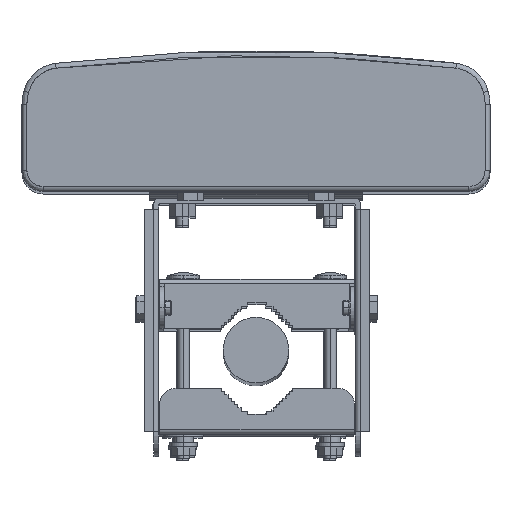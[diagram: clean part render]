
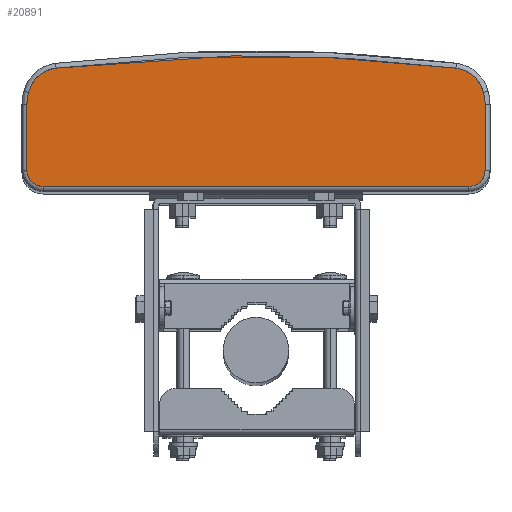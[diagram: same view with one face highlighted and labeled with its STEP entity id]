
A CAD part, top view. The second image highlights one B-rep face of the part: STEP entity #20891.
In plain terms, the highlighted planar face has unit normal (0, 0, 1).
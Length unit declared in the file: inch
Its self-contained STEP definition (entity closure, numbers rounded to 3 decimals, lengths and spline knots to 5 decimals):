
#952 = CARTESIAN_POINT ( 'NONE',  ( 5.13865, 1.23395, 35.5315 ) ) ;
#2437 = CARTESIAN_POINT ( 'NONE',  ( 4.8092, 1.27517, 35.5315 ) ) ;
#2482 = DIRECTION ( 'NONE',  ( 0., 0., -1. ) ) ;
#2658 = VERTEX_POINT ( 'NONE', #26473 ) ;
#3114 = CARTESIAN_POINT ( 'NONE',  ( 5.51181, -1.1811, 35.5315 ) ) ;
#3180 = CARTESIAN_POINT ( 'NONE',  ( -5.51181, 0.3937, 35.5315 ) ) ;
#3305 = CARTESIAN_POINT ( 'NONE',  ( -5.51181, -1.1811, 35.5315 ) ) ;
#4083 = CARTESIAN_POINT ( 'NONE',  ( 5.11811, -1.5748, 35.5315 ) ) ;
#4241 = CARTESIAN_POINT ( 'NONE',  ( 5.51181, -1.1811, 35.5315 ) ) ;
#4421 = CARTESIAN_POINT ( 'NONE',  ( -5.49879, 0.59596, 35.5315 ) ) ;
#4557 = LINE ( 'NONE', #6918, #5068 ) ;
#5068 = VECTOR ( 'NONE', #34419, 39.37008 ) ;
#5585 = CARTESIAN_POINT ( 'NONE',  ( -1.61137, 1.6752, 35.5315 ) ) ;
#6032 = CARTESIAN_POINT ( 'NONE',  ( -5.51181, -1.41173, 35.5315 ) ) ;
#6418 = ORIENTED_EDGE ( 'NONE', *, *, #32505, .F. ) ;
#6918 = CARTESIAN_POINT ( 'NONE',  ( -5.11811, -1.5748, 35.5315 ) ) ;
#6990 = ORIENTED_EDGE ( 'NONE', *, *, #11355, .F. ) ;
#7122 = VERTEX_POINT ( 'NONE', #14053 ) ;
#7345 = VERTEX_POINT ( 'NONE', #12268 ) ;
#8043 = EDGE_CURVE ( 'NONE', #7345, #26833, #28692, .T. ) ;
#9243 = EDGE_CURVE ( 'NONE', #17888, #2658, #30201, .T. ) ;
#9731 = CARTESIAN_POINT ( 'NONE',  ( -5.51181, 0.3937, 35.5315 ) ) ;
#9928 = AXIS2_PLACEMENT_3D ( 'NONE', #35690, #2482, #11918 ) ;
#10997 = EDGE_CURVE ( 'NONE', #18444, #13032, #19417, .T. ) ;
#11003 = ORIENTED_EDGE ( 'NONE', *, *, #37044, .F. ) ;
#11355 = EDGE_CURVE ( 'NONE', #2658, #23989, #4557, .T. ) ;
#11918 = DIRECTION ( 'NONE',  ( -1., 0., 0. ) ) ;
#12268 = CARTESIAN_POINT ( 'NONE',  ( 5.47295, 0.69416, 35.5315 ) ) ;
#12703 = VERTEX_POINT ( 'NONE', #32251 ) ;
#13032 = VERTEX_POINT ( 'NONE', #19637 ) ;
#13258 = CARTESIAN_POINT ( 'NONE',  ( -5.51181, 0.3937, 35.5315 ) ) ;
#13344 = CARTESIAN_POINT ( 'NONE',  ( 5.49879, 0.59596, 35.5315 ) ) ;
#14053 = CARTESIAN_POINT ( 'NONE',  ( 4.8092, 1.27517, 35.5315 ) ) ;
#14152 =( BOUNDED_CURVE ( )  B_SPLINE_CURVE ( 3, ( #19776, #952, #34148, #36921 ),
 .UNSPECIFIED., .F., .F. ) 
 B_SPLINE_CURVE_WITH_KNOTS ( ( 4, 4 ),
 ( 0., 1. ),
 .UNSPECIFIED. ) 
 CURVE ( )  GEOMETRIC_REPRESENTATION_ITEM ( )  RATIONAL_B_SPLINE_CURVE ( ( 1., 0.886, 0.886, 1. ) ) 
 REPRESENTATION_ITEM ( '' )  );
#14473 = VECTOR ( 'NONE', #21872, 39.37008 ) ;
#15099 = CARTESIAN_POINT ( 'NONE',  ( 5.51181, -1.41173, 35.5315 ) ) ;
#15315 = CARTESIAN_POINT ( 'NONE',  ( -4.8092, 1.27517, 35.5315 ) ) ;
#15457 = EDGE_LOOP ( 'NONE', ( #11003, #23953, #35129, #32938, #6990, #32563, #20240, #16188, #17671, #6418 ) ) ;
#15945 = CARTESIAN_POINT ( 'NONE',  ( -5.38849, 1.01527, 35.5315 ) ) ;
#16124 = CARTESIAN_POINT ( 'NONE',  ( -5.47295, 0.69416, 35.5315 ) ) ;
#16188 = ORIENTED_EDGE ( 'NONE', *, *, #8043, .F. ) ;
#16211 = LINE ( 'NONE', #4241, #30183 ) ;
#17671 = ORIENTED_EDGE ( 'NONE', *, *, #17904, .F. ) ;
#17888 = VERTEX_POINT ( 'NONE', #31375 ) ;
#17904 = EDGE_CURVE ( 'NONE', #7122, #7345, #14152, .T. ) ;
#18444 = VERTEX_POINT ( 'NONE', #3180 ) ;
#19405 = CARTESIAN_POINT ( 'NONE',  ( -5.11811, -1.5748, 35.5315 ) ) ;
#19417 =( BOUNDED_CURVE ( )  B_SPLINE_CURVE ( 3, ( #13258, #25248, #4421, #37195 ),
 .UNSPECIFIED., .F., .T. ) 
 B_SPLINE_CURVE_WITH_KNOTS ( ( 4, 4 ),
 ( 0., 1. ),
 .UNSPECIFIED. ) 
 CURVE ( )  GEOMETRIC_REPRESENTATION_ITEM ( )  RATIONAL_B_SPLINE_CURVE ( ( 1., 0.994, 0.994, 1. ) ) 
 REPRESENTATION_ITEM ( '' )  );
#19637 = CARTESIAN_POINT ( 'NONE',  ( -5.47295, 0.69416, 35.5315 ) ) ;
#19776 = CARTESIAN_POINT ( 'NONE',  ( 4.8092, 1.27517, 35.5315 ) ) ;
#20116 = CARTESIAN_POINT ( 'NONE',  ( -4.8092, 1.27517, 35.5315 ) ) ;
#20240 = ORIENTED_EDGE ( 'NONE', *, *, #31299, .F. ) ;
#20891 = ADVANCED_FACE ( 'NONE', ( #26245 ), #35898, .F. ) ;
#21872 = DIRECTION ( 'NONE',  ( 0., 1., 0. ) ) ;
#23953 = ORIENTED_EDGE ( 'NONE', *, *, #10997, .F. ) ;
#23989 = VERTEX_POINT ( 'NONE', #19405 ) ;
#24026 =( BOUNDED_CURVE ( )  B_SPLINE_CURVE ( 3, ( #20116, #5585, #32309, #2437 ),
 .UNSPECIFIED., .F., .T. ) 
 B_SPLINE_CURVE_WITH_KNOTS ( ( 4, 4 ),
 ( 0., 1. ),
 .UNSPECIFIED. ) 
 CURVE ( )  GEOMETRIC_REPRESENTATION_ITEM ( )  RATIONAL_B_SPLINE_CURVE ( ( 1., 0.995, 0.995, 1. ) ) 
 REPRESENTATION_ITEM ( '' )  );
#24798 = EDGE_CURVE ( 'NONE', #12703, #18444, #36650, .T. ) ;
#24980 = CARTESIAN_POINT ( 'NONE',  ( -5.13865, 1.23395, 35.5315 ) ) ;
#25248 = CARTESIAN_POINT ( 'NONE',  ( -5.51181, 0.49525, 35.5315 ) ) ;
#25330 = CARTESIAN_POINT ( 'NONE',  ( 5.51181, 0.49525, 35.5315 ) ) ;
#25542 = CARTESIAN_POINT ( 'NONE',  ( -4.8092, 1.27517, 35.5315 ) ) ;
#25618 = DIRECTION ( 'NONE',  ( 0., -1., 0. ) ) ;
#25715 =( BOUNDED_CURVE ( )  B_SPLINE_CURVE ( 3, ( #33343, #36119, #6032, #3305 ),
 .UNSPECIFIED., .F., .T. ) 
 B_SPLINE_CURVE_WITH_KNOTS ( ( 4, 4 ),
 ( 0., 1. ),
 .UNSPECIFIED. ) 
 CURVE ( )  GEOMETRIC_REPRESENTATION_ITEM ( )  RATIONAL_B_SPLINE_CURVE ( ( 1., 0.805, 0.805, 1. ) ) 
 REPRESENTATION_ITEM ( '' )  );
#26245 = FACE_OUTER_BOUND ( 'NONE', #15457, .T. ) ;
#26473 = CARTESIAN_POINT ( 'NONE',  ( 5.11811, -1.5748, 35.5315 ) ) ;
#26833 = VERTEX_POINT ( 'NONE', #30922 ) ;
#26991 =( BOUNDED_CURVE ( )  B_SPLINE_CURVE ( 3, ( #16124, #15945, #24980, #25542 ),
 .UNSPECIFIED., .F., .T. ) 
 B_SPLINE_CURVE_WITH_KNOTS ( ( 4, 4 ),
 ( 0., 1. ),
 .UNSPECIFIED. ) 
 CURVE ( )  GEOMETRIC_REPRESENTATION_ITEM ( )  RATIONAL_B_SPLINE_CURVE ( ( 1., 0.886, 0.886, 1. ) ) 
 REPRESENTATION_ITEM ( '' )  );
#28692 =( BOUNDED_CURVE ( )  B_SPLINE_CURVE ( 3, ( #31790, #13344, #25330, #38099 ),
 .UNSPECIFIED., .F., .F. ) 
 B_SPLINE_CURVE_WITH_KNOTS ( ( 4, 4 ),
 ( 0., 1. ),
 .UNSPECIFIED. ) 
 CURVE ( )  GEOMETRIC_REPRESENTATION_ITEM ( )  RATIONAL_B_SPLINE_CURVE ( ( 1., 0.994, 0.994, 1. ) ) 
 REPRESENTATION_ITEM ( '' )  );
#30183 = VECTOR ( 'NONE', #25618, 39.37008 ) ;
#30201 =( BOUNDED_CURVE ( )  B_SPLINE_CURVE ( 3, ( #3114, #15099, #36134, #4083 ),
 .UNSPECIFIED., .F., .F. ) 
 B_SPLINE_CURVE_WITH_KNOTS ( ( 4, 4 ),
 ( 0., 1. ),
 .UNSPECIFIED. ) 
 CURVE ( )  GEOMETRIC_REPRESENTATION_ITEM ( )  RATIONAL_B_SPLINE_CURVE ( ( 1., 0.805, 0.805, 1. ) ) 
 REPRESENTATION_ITEM ( '' )  );
#30922 = CARTESIAN_POINT ( 'NONE',  ( 5.51181, 0.3937, 35.5315 ) ) ;
#31299 = EDGE_CURVE ( 'NONE', #26833, #17888, #16211, .T. ) ;
#31375 = CARTESIAN_POINT ( 'NONE',  ( 5.51181, -1.1811, 35.5315 ) ) ;
#31790 = CARTESIAN_POINT ( 'NONE',  ( 5.47295, 0.69416, 35.5315 ) ) ;
#31864 = VERTEX_POINT ( 'NONE', #15315 ) ;
#32251 = CARTESIAN_POINT ( 'NONE',  ( -5.51181, -1.1811, 35.5315 ) ) ;
#32309 = CARTESIAN_POINT ( 'NONE',  ( 1.61137, 1.6752, 35.5315 ) ) ;
#32505 = EDGE_CURVE ( 'NONE', #31864, #7122, #24026, .T. ) ;
#32563 = ORIENTED_EDGE ( 'NONE', *, *, #9243, .F. ) ;
#32938 = ORIENTED_EDGE ( 'NONE', *, *, #37779, .F. ) ;
#33343 = CARTESIAN_POINT ( 'NONE',  ( -5.11811, -1.5748, 35.5315 ) ) ;
#34148 = CARTESIAN_POINT ( 'NONE',  ( 5.38849, 1.01527, 35.5315 ) ) ;
#34419 = DIRECTION ( 'NONE',  ( -1., 0., 0. ) ) ;
#35129 = ORIENTED_EDGE ( 'NONE', *, *, #24798, .F. ) ;
#35690 = CARTESIAN_POINT ( 'NONE',  ( 4.71146, 0.49386, 35.5315 ) ) ;
#35898 = PLANE ( 'NONE',  #9928 ) ;
#36119 = CARTESIAN_POINT ( 'NONE',  ( -5.34873, -1.5748, 35.5315 ) ) ;
#36134 = CARTESIAN_POINT ( 'NONE',  ( 5.34873, -1.5748, 35.5315 ) ) ;
#36650 = LINE ( 'NONE', #9731, #14473 ) ;
#36921 = CARTESIAN_POINT ( 'NONE',  ( 5.47295, 0.69416, 35.5315 ) ) ;
#37044 = EDGE_CURVE ( 'NONE', #13032, #31864, #26991, .T. ) ;
#37195 = CARTESIAN_POINT ( 'NONE',  ( -5.47295, 0.69416, 35.5315 ) ) ;
#37779 = EDGE_CURVE ( 'NONE', #23989, #12703, #25715, .T. ) ;
#38099 = CARTESIAN_POINT ( 'NONE',  ( 5.51181, 0.3937, 35.5315 ) ) ;
